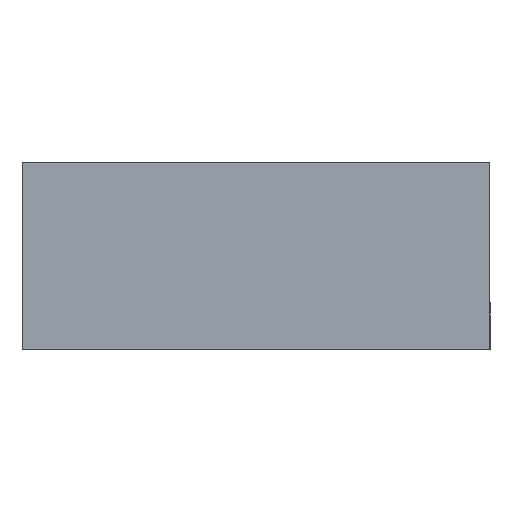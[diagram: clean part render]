
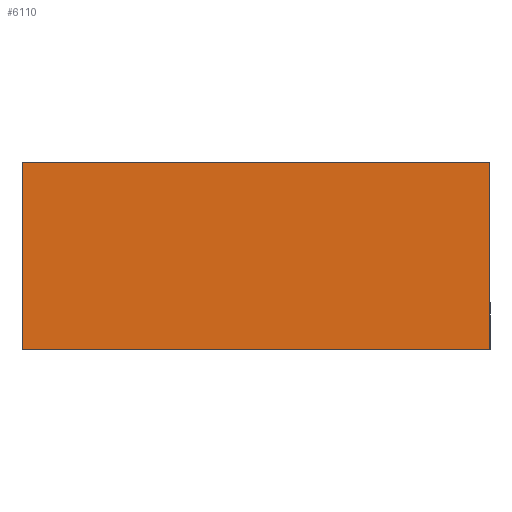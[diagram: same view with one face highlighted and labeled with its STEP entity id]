
A CAD part, left-side view. The second image highlights one B-rep face of the part: STEP entity #6110.
In plain terms, the highlighted planar face has unit normal (-1, 0, 0).
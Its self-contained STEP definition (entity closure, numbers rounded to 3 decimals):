
#107 = PLANE('',#108);
#108 = AXIS2_PLACEMENT_3D('',#109,#110,#111);
#109 = CARTESIAN_POINT('',(0.,0.,0.8));
#110 = DIRECTION('',(0.,0.,1.));
#111 = DIRECTION('',(1.,0.,-0.));
#410 = PLANE('',#411);
#411 = AXIS2_PLACEMENT_3D('',#412,#413,#414);
#412 = CARTESIAN_POINT('',(0.013,0.009,0.)
  );
#413 = DIRECTION('',(0.,0.,1.));
#414 = DIRECTION('',(1.,0.,-0.));
#709 = PLANE('',#710);
#710 = AXIS2_PLACEMENT_3D('',#711,#712,#713);
#711 = CARTESIAN_POINT('',(0.004,-1.,0.409));
#712 = DIRECTION('',(0.,1.,0.));
#713 = DIRECTION('',(0.,-0.,1.));
#1672 = PLANE('',#1673);
#1673 = AXIS2_PLACEMENT_3D('',#1674,#1675,#1676);
#1674 = CARTESIAN_POINT('',(0.004,1.,0.409));
#1675 = DIRECTION('',(0.,-1.,0.));
#1676 = DIRECTION('',(0.,0.,-1.));
#5790 = VERTEX_POINT('',#5791);
#5791 = CARTESIAN_POINT('',(-1.25,1.,0.));
#5812 = EDGE_CURVE('',#5813,#5790,#5815,.T.);
#5813 = VERTEX_POINT('',#5814);
#5814 = CARTESIAN_POINT('',(-1.25,1.,0.8));
#5815 = SURFACE_CURVE('',#5816,(#5820,#5827),.PCURVE_S1.);
#5816 = LINE('',#5817,#5818);
#5817 = CARTESIAN_POINT('',(-1.25,1.,0.8));
#5818 = VECTOR('',#5819,1.);
#5819 = DIRECTION('',(0.,0.,-1.));
#5820 = PCURVE('',#1672,#5821);
#5821 = DEFINITIONAL_REPRESENTATION('',(#5822),#5826);
#5822 = LINE('',#5823,#5824);
#5823 = CARTESIAN_POINT('',(-0.391,-1.254));
#5824 = VECTOR('',#5825,1.);
#5825 = DIRECTION('',(1.,0.));
#5826 = ( GEOMETRIC_REPRESENTATION_CONTEXT(2) 
PARAMETRIC_REPRESENTATION_CONTEXT() REPRESENTATION_CONTEXT('2D SPACE',''
  ) );
#5827 = PCURVE('',#5828,#5833);
#5828 = PLANE('',#5829);
#5829 = AXIS2_PLACEMENT_3D('',#5830,#5831,#5832);
#5830 = CARTESIAN_POINT('',(-1.25,1.,0.));
#5831 = DIRECTION('',(-1.,0.,0.));
#5832 = DIRECTION('',(0.,-1.,0.));
#5833 = DEFINITIONAL_REPRESENTATION('',(#5834),#5838);
#5834 = LINE('',#5835,#5836);
#5835 = CARTESIAN_POINT('',(0.,0.8));
#5836 = VECTOR('',#5837,1.);
#5837 = DIRECTION('',(0.,-1.));
#5838 = ( GEOMETRIC_REPRESENTATION_CONTEXT(2) 
PARAMETRIC_REPRESENTATION_CONTEXT() REPRESENTATION_CONTEXT('2D SPACE',''
  ) );
#5975 = VERTEX_POINT('',#5976);
#5976 = CARTESIAN_POINT('',(-1.25,-1.,0.));
#5997 = EDGE_CURVE('',#5790,#5975,#5998,.T.);
#5998 = SURFACE_CURVE('',#5999,(#6003,#6010),.PCURVE_S1.);
#5999 = LINE('',#6000,#6001);
#6000 = CARTESIAN_POINT('',(-1.25,1.,0.));
#6001 = VECTOR('',#6002,1.);
#6002 = DIRECTION('',(0.,-1.,0.));
#6003 = PCURVE('',#410,#6004);
#6004 = DEFINITIONAL_REPRESENTATION('',(#6005),#6009);
#6005 = LINE('',#6006,#6007);
#6006 = CARTESIAN_POINT('',(-1.263,0.991));
#6007 = VECTOR('',#6008,1.);
#6008 = DIRECTION('',(0.,-1.));
#6009 = ( GEOMETRIC_REPRESENTATION_CONTEXT(2) 
PARAMETRIC_REPRESENTATION_CONTEXT() REPRESENTATION_CONTEXT('2D SPACE',''
  ) );
#6010 = PCURVE('',#5828,#6011);
#6011 = DEFINITIONAL_REPRESENTATION('',(#6012),#6016);
#6012 = LINE('',#6013,#6014);
#6013 = CARTESIAN_POINT('',(0.,0.));
#6014 = VECTOR('',#6015,1.);
#6015 = DIRECTION('',(1.,0.));
#6016 = ( GEOMETRIC_REPRESENTATION_CONTEXT(2) 
PARAMETRIC_REPRESENTATION_CONTEXT() REPRESENTATION_CONTEXT('2D SPACE',''
  ) );
#6052 = VERTEX_POINT('',#6053);
#6053 = CARTESIAN_POINT('',(-1.25,-1.,0.8));
#6074 = EDGE_CURVE('',#5975,#6052,#6075,.T.);
#6075 = SURFACE_CURVE('',#6076,(#6080,#6087),.PCURVE_S1.);
#6076 = LINE('',#6077,#6078);
#6077 = CARTESIAN_POINT('',(-1.25,-1.,0.));
#6078 = VECTOR('',#6079,1.);
#6079 = DIRECTION('',(0.,0.,1.));
#6080 = PCURVE('',#709,#6081);
#6081 = DEFINITIONAL_REPRESENTATION('',(#6082),#6086);
#6082 = LINE('',#6083,#6084);
#6083 = CARTESIAN_POINT('',(-0.409,-1.254));
#6084 = VECTOR('',#6085,1.);
#6085 = DIRECTION('',(1.,0.));
#6086 = ( GEOMETRIC_REPRESENTATION_CONTEXT(2) 
PARAMETRIC_REPRESENTATION_CONTEXT() REPRESENTATION_CONTEXT('2D SPACE',''
  ) );
#6087 = PCURVE('',#5828,#6088);
#6088 = DEFINITIONAL_REPRESENTATION('',(#6089),#6093);
#6089 = LINE('',#6090,#6091);
#6090 = CARTESIAN_POINT('',(2.,0.));
#6091 = VECTOR('',#6092,1.);
#6092 = DIRECTION('',(0.,1.));
#6093 = ( GEOMETRIC_REPRESENTATION_CONTEXT(2) 
PARAMETRIC_REPRESENTATION_CONTEXT() REPRESENTATION_CONTEXT('2D SPACE',''
  ) );
#6110 = ADVANCED_FACE('',(#6111),#5828,.T.);
#6111 = FACE_BOUND('',#6112,.T.);
#6112 = EDGE_LOOP('',(#6113,#6114,#6115,#6116));
#6113 = ORIENTED_EDGE('',*,*,#5812,.T.);
#6114 = ORIENTED_EDGE('',*,*,#5997,.T.);
#6115 = ORIENTED_EDGE('',*,*,#6074,.T.);
#6116 = ORIENTED_EDGE('',*,*,#6117,.F.);
#6117 = EDGE_CURVE('',#5813,#6052,#6118,.T.);
#6118 = SURFACE_CURVE('',#6119,(#6123,#6130),.PCURVE_S1.);
#6119 = LINE('',#6120,#6121);
#6120 = CARTESIAN_POINT('',(-1.25,1.,0.8));
#6121 = VECTOR('',#6122,1.);
#6122 = DIRECTION('',(0.,-1.,0.));
#6123 = PCURVE('',#5828,#6124);
#6124 = DEFINITIONAL_REPRESENTATION('',(#6125),#6129);
#6125 = LINE('',#6126,#6127);
#6126 = CARTESIAN_POINT('',(0.,0.8));
#6127 = VECTOR('',#6128,1.);
#6128 = DIRECTION('',(1.,0.));
#6129 = ( GEOMETRIC_REPRESENTATION_CONTEXT(2) 
PARAMETRIC_REPRESENTATION_CONTEXT() REPRESENTATION_CONTEXT('2D SPACE',''
  ) );
#6130 = PCURVE('',#107,#6131);
#6131 = DEFINITIONAL_REPRESENTATION('',(#6132),#6136);
#6132 = LINE('',#6133,#6134);
#6133 = CARTESIAN_POINT('',(-1.25,1.));
#6134 = VECTOR('',#6135,1.);
#6135 = DIRECTION('',(0.,-1.));
#6136 = ( GEOMETRIC_REPRESENTATION_CONTEXT(2) 
PARAMETRIC_REPRESENTATION_CONTEXT() REPRESENTATION_CONTEXT('2D SPACE',''
  ) );
